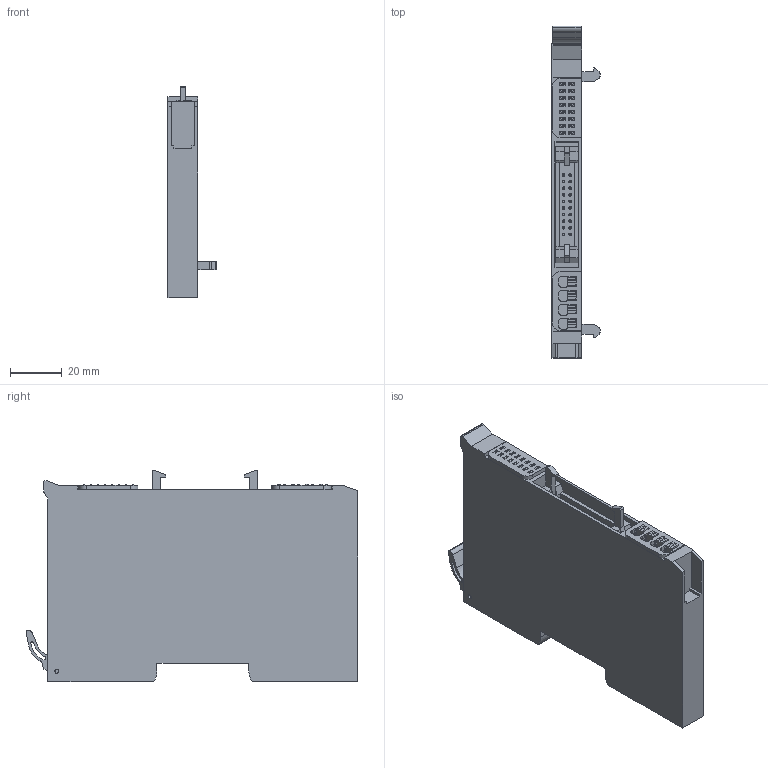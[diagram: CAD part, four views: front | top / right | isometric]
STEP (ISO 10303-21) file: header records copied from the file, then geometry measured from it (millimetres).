
FILE_DESCRIPTION(('CATIA V5R24 STEP','CAx-IF Rec.Pracs.--- Model Styling and Organization---1.2---2011-12-15'),'2;1');
FILE_NAME ('D1450917_0', '2018-03-05T12:20:59+00:00', ('Weidmueller Interface'), ('Weidmueller'), 'CATIA Version 5-6 Release 2014 SP4 HF52', 'CATIA V5 STEP AP214', 'none');
FILE_SCHEMA(('AUTOMOTIVE_DESIGN { 1 0 10303 214 1 1 1 1 }'));
Length unit declared in the file: millimetre
Products named in the file (1): v5-standard_part
Bounding box: 18.5 x 127.88 x 81.39 mm (x, y, z)
Volume: 95302.8 mm3; surface area: 31520.9 mm2
Topology: 25 solids, 25 shells, 764 faces, 1849 edges, 1180 vertices
Faces by surface type: plane 510, cylinder 174, cone 80
Entity records: 22459 total; most frequent: CARTESIAN_POINT 4048, ORIENTED_EDGE 3698, DIRECTION 3352, EDGE_CURVE 1849, VECTOR 1421, LINE 1421, VERTEX_POINT 1180, AXIS2_PLACEMENT_3D 1165
